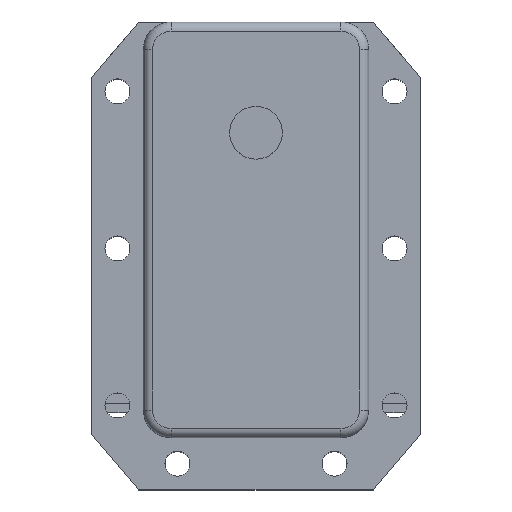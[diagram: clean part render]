
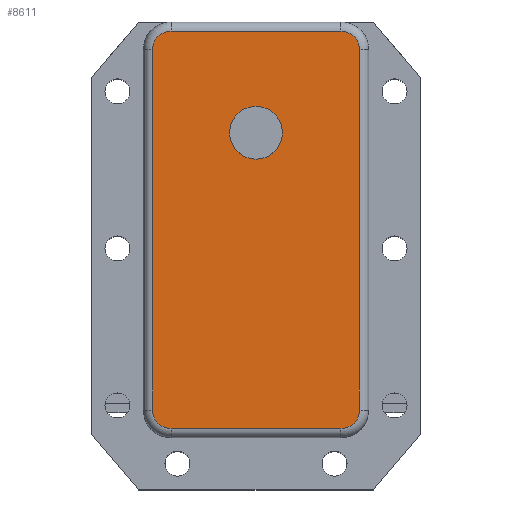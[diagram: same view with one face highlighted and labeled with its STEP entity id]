
A CAD part, top view. The second image highlights one B-rep face of the part: STEP entity #8611.
In plain terms, the highlighted planar face has unit normal (0, 0, 1).
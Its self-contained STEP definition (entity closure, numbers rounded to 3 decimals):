
#2834=CARTESIAN_POINT('',(9.2,9.,17.75));
#2835=DIRECTION('',(0.,0.,1.));
#2836=DIRECTION('',(1.,0.,0.));
#2837=AXIS2_PLACEMENT_3D('',#2834,#2835,#2836);
#2839=DIRECTION('',(0.,1.,0.));
#2840=VECTOR('',#2839,39.);
#2841=CARTESIAN_POINT('',(11.2,-30.,17.75));
#2842=LINE('',#2841,#2840);
#2843=CARTESIAN_POINT('',(9.2,-30.,17.75));
#2844=DIRECTION('',(0.,0.,1.));
#2845=DIRECTION('',(0.,-1.,0.));
#2846=AXIS2_PLACEMENT_3D('',#2843,#2844,#2845);
#2848=DIRECTION('',(1.,0.,0.));
#2849=VECTOR('',#2848,18.4);
#2850=CARTESIAN_POINT('',(-9.2,-32.,17.75));
#2851=LINE('',#2850,#2849);
#2852=CARTESIAN_POINT('',(-9.2,-30.,17.75));
#2853=DIRECTION('',(0.,0.,1.));
#2854=DIRECTION('',(-1.,0.,0.));
#2855=AXIS2_PLACEMENT_3D('',#2852,#2853,#2854);
#2857=DIRECTION('',(0.,-1.,0.));
#2858=VECTOR('',#2857,39.);
#2859=CARTESIAN_POINT('',(-11.2,9.,17.75));
#2860=LINE('',#2859,#2858);
#2861=CARTESIAN_POINT('',(-9.2,9.,17.75));
#2862=DIRECTION('',(0.,0.,1.));
#2863=DIRECTION('',(0.,1.,0.));
#2864=AXIS2_PLACEMENT_3D('',#2861,#2862,#2863);
#2866=DIRECTION('',(-1.,0.,0.));
#2867=VECTOR('',#2866,18.4);
#2868=CARTESIAN_POINT('',(9.2,11.,17.75));
#2869=LINE('',#2868,#2867);
#2870=CARTESIAN_POINT('',(0.,0.,17.75));
#2871=DIRECTION('',(0.,0.,1.));
#2872=DIRECTION('',(1.,0.,0.));
#2873=AXIS2_PLACEMENT_3D('',#2870,#2871,#2872);
#2875=CARTESIAN_POINT('',(0.,0.,17.75));
#2876=DIRECTION('',(0.,0.,1.));
#2877=DIRECTION('',(-1.,0.,0.));
#2878=AXIS2_PLACEMENT_3D('',#2875,#2876,#2877);
#5006=CARTESIAN_POINT('',(11.2,9.,17.75));
#5007=CARTESIAN_POINT('',(9.2,11.,17.75));
#5008=VERTEX_POINT('',#5006);
#5009=VERTEX_POINT('',#5007);
#5014=CARTESIAN_POINT('',(-9.2,11.,17.75));
#5015=VERTEX_POINT('',#5014);
#5018=CARTESIAN_POINT('',(-11.2,9.,17.75));
#5019=VERTEX_POINT('',#5018);
#5022=CARTESIAN_POINT('',(-11.2,-30.,17.75));
#5023=VERTEX_POINT('',#5022);
#5026=CARTESIAN_POINT('',(-9.2,-32.,17.75));
#5027=VERTEX_POINT('',#5026);
#5030=CARTESIAN_POINT('',(9.2,-32.,17.75));
#5031=VERTEX_POINT('',#5030);
#5034=CARTESIAN_POINT('',(11.2,-30.,17.75));
#5035=VERTEX_POINT('',#5034);
#5117=CARTESIAN_POINT('',(2.85,0.,17.75));
#5118=CARTESIAN_POINT('',(-2.85,0.,17.75));
#5119=VERTEX_POINT('',#5117);
#5120=VERTEX_POINT('',#5118);
#8583=CARTESIAN_POINT('',(0.,0.,17.75));
#8584=DIRECTION('',(0.,0.,1.));
#8585=DIRECTION('',(1.,0.,0.));
#8586=AXIS2_PLACEMENT_3D('',#8583,#8584,#8585);
#8587=PLANE('',#8586);
#8589=ORIENTED_EDGE('',*,*,#8588,.F.);
#8591=ORIENTED_EDGE('',*,*,#8590,.F.);
#8593=ORIENTED_EDGE('',*,*,#8592,.F.);
#8595=ORIENTED_EDGE('',*,*,#8594,.F.);
#8597=ORIENTED_EDGE('',*,*,#8596,.F.);
#8599=ORIENTED_EDGE('',*,*,#8598,.F.);
#8600=ORIENTED_EDGE('',*,*,#8573,.F.);
#8602=ORIENTED_EDGE('',*,*,#8601,.F.);
#8603=EDGE_LOOP('',(#8589,#8591,#8593,#8595,#8597,#8599,#8600,#8602));
#8604=FACE_OUTER_BOUND('',#8603,.F.);
#8606=ORIENTED_EDGE('',*,*,#8605,.T.);
#8608=ORIENTED_EDGE('',*,*,#8607,.T.);
#8609=EDGE_LOOP('',(#8606,#8608));
#8610=FACE_BOUND('',#8609,.F.);
#8611=ADVANCED_FACE('',(#8604,#8610),#8587,.T.);
#2838=CIRCLE('',#2837,2.);
#2847=CIRCLE('',#2846,2.);
#2856=CIRCLE('',#2855,2.);
#2865=CIRCLE('',#2864,2.);
#2874=CIRCLE('',#2873,2.85);
#2879=CIRCLE('',#2878,2.85);
#8573=EDGE_CURVE('',#5015,#5019,#2865,.T.);
#8588=EDGE_CURVE('',#5008,#5009,#2838,.T.);
#8590=EDGE_CURVE('',#5035,#5008,#2842,.T.);
#8592=EDGE_CURVE('',#5031,#5035,#2847,.T.);
#8594=EDGE_CURVE('',#5027,#5031,#2851,.T.);
#8596=EDGE_CURVE('',#5023,#5027,#2856,.T.);
#8598=EDGE_CURVE('',#5019,#5023,#2860,.T.);
#8601=EDGE_CURVE('',#5009,#5015,#2869,.T.);
#8605=EDGE_CURVE('',#5119,#5120,#2874,.T.);
#8607=EDGE_CURVE('',#5120,#5119,#2879,.T.);
